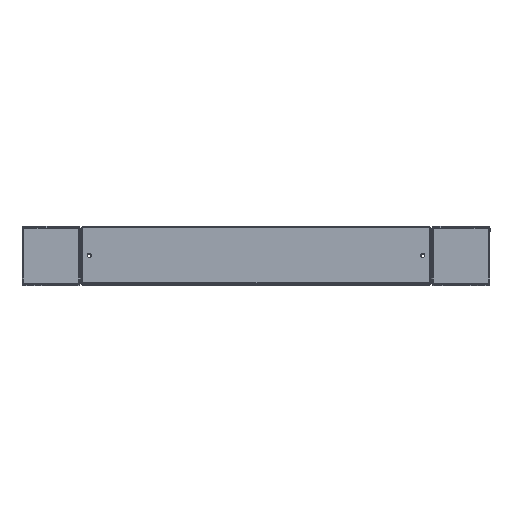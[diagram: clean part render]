
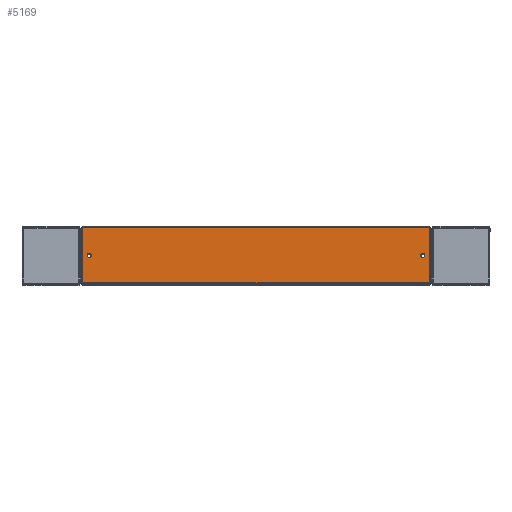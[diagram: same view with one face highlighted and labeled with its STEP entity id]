
A CAD part, top view. The second image highlights one B-rep face of the part: STEP entity #5169.
In plain terms, the highlighted planar face has unit normal (0, 0, 1).
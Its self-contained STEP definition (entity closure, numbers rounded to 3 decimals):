
#103 = DIRECTION ( 'NONE',  ( 0., 0., -1. ) ) ;
#197 = DIRECTION ( 'NONE',  ( -1., 0., 0. ) ) ;
#206 = CARTESIAN_POINT ( 'NONE',  ( 0., 0., 0. ) ) ;
#373 = DIRECTION ( 'NONE',  ( 0., 0., -1. ) ) ;
#396 = EDGE_CURVE ( 'NONE', #915, #5980, #3898, .T. ) ;
#481 = ORIENTED_EDGE ( 'NONE', *, *, #2058, .T. ) ;
#628 = FACE_OUTER_BOUND ( 'NONE', #4677, .T. ) ;
#662 = CARTESIAN_POINT ( 'NONE',  ( 17., 49.5, 0. ) ) ;
#681 = VERTEX_POINT ( 'NONE', #6153 ) ;
#915 = VERTEX_POINT ( 'NONE', #970 ) ;
#936 = CARTESIAN_POINT ( 'NONE',  ( 584., 49.5, 0. ) ) ;
#970 = CARTESIAN_POINT ( 'NONE',  ( 587.5, 49.5, 0. ) ) ;
#1165 = CARTESIAN_POINT ( 'NONE',  ( 13.5, 49.5, 0. ) ) ;
#1171 = AXIS2_PLACEMENT_3D ( 'NONE', #1352, #5320, #4841 ) ;
#1175 = DIRECTION ( 'NONE',  ( -1., 0., 0. ) ) ;
#1295 = ORIENTED_EDGE ( 'NONE', *, *, #2185, .T. ) ;
#1352 = CARTESIAN_POINT ( 'NONE',  ( 13.5, 49.5, 0. ) ) ;
#1380 = VECTOR ( 'NONE', #2494, 1000. ) ;
#1499 = EDGE_CURVE ( 'NONE', #5463, #1973, #4995, .T. ) ;
#1522 = CARTESIAN_POINT ( 'NONE',  ( 1.401, 2.4, 0. ) ) ;
#1627 = ORIENTED_EDGE ( 'NONE', *, *, #3097, .T. ) ;
#1631 = CARTESIAN_POINT ( 'NONE',  ( 2.4, 97.599, 0. ) ) ;
#1827 = AXIS2_PLACEMENT_3D ( 'NONE', #936, #373, #3435 ) ;
#1916 = CARTESIAN_POINT ( 'NONE',  ( 2.4, 96.6, 0. ) ) ;
#1954 = CARTESIAN_POINT ( 'NONE',  ( 595.1, 1.401, 0. ) ) ;
#1973 = VERTEX_POINT ( 'NONE', #1916 ) ;
#2058 = EDGE_CURVE ( 'NONE', #2078, #5463, #5361, .T. ) ;
#2078 = VERTEX_POINT ( 'NONE', #4088 ) ;
#2081 = LINE ( 'NONE', #1631, #5790 ) ;
#2185 = EDGE_CURVE ( 'NONE', #5178, #5676, #4387, .T. ) ;
#2202 = CARTESIAN_POINT ( 'NONE',  ( 10., 49.5, 0. ) ) ;
#2439 = CARTESIAN_POINT ( 'NONE',  ( 596.099, 96.6, 0. ) ) ;
#2494 = DIRECTION ( 'NONE',  ( 1., 0., 0. ) ) ;
#2609 = DIRECTION ( 'NONE',  ( 0., 0., -1. ) ) ;
#2889 = DIRECTION ( 'NONE',  ( 0., 1., 0. ) ) ;
#2943 = DIRECTION ( 'NONE',  ( 0., 0., -1. ) ) ;
#3097 = EDGE_CURVE ( 'NONE', #5676, #5178, #3751, .T. ) ;
#3235 = AXIS2_PLACEMENT_3D ( 'NONE', #1165, #103, #197 ) ;
#3238 = EDGE_CURVE ( 'NONE', #681, #2078, #3553, .T. ) ;
#3302 = EDGE_LOOP ( 'NONE', ( #4759, #5628 ) ) ;
#3435 = DIRECTION ( 'NONE',  ( -1., 0., 0. ) ) ;
#3544 = FACE_BOUND ( 'NONE', #4735, .T. ) ;
#3553 = LINE ( 'NONE', #1522, #1380 ) ;
#3588 = AXIS2_PLACEMENT_3D ( 'NONE', #206, #2609, #1175 ) ;
#3751 = CIRCLE ( 'NONE', #1171, 3.5 ) ;
#3834 = DIRECTION ( 'NONE',  ( -1., 0., 0. ) ) ;
#3898 = CIRCLE ( 'NONE', #1827, 3.5 ) ;
#4088 = CARTESIAN_POINT ( 'NONE',  ( 595.1, 2.4, 0. ) ) ;
#4155 = DIRECTION ( 'NONE',  ( 0., -1., 0. ) ) ;
#4260 = VECTOR ( 'NONE', #5406, 1000. ) ;
#4272 = CIRCLE ( 'NONE', #4384, 3.5 ) ;
#4384 = AXIS2_PLACEMENT_3D ( 'NONE', #5930, #2943, #3834 ) ;
#4387 = CIRCLE ( 'NONE', #3235, 3.5 ) ;
#4437 = EDGE_CURVE ( 'NONE', #5980, #915, #4272, .T. ) ;
#4591 = ORIENTED_EDGE ( 'NONE', *, *, #1499, .T. ) ;
#4623 = ORIENTED_EDGE ( 'NONE', *, *, #3238, .T. ) ;
#4674 = CARTESIAN_POINT ( 'NONE',  ( 580.5, 49.5, 0. ) ) ;
#4677 = EDGE_LOOP ( 'NONE', ( #4623, #481, #4591, #5269 ) ) ;
#4735 = EDGE_LOOP ( 'NONE', ( #1627, #1295 ) ) ;
#4759 = ORIENTED_EDGE ( 'NONE', *, *, #4437, .T. ) ;
#4841 = DIRECTION ( 'NONE',  ( -1., 0., 0. ) ) ;
#4953 = CARTESIAN_POINT ( 'NONE',  ( 595.1, 96.6, 0. ) ) ;
#4995 = LINE ( 'NONE', #2439, #4260 ) ;
#5021 = VECTOR ( 'NONE', #2889, 1000. ) ;
#5169 = ADVANCED_FACE ( 'NONE', ( #3544, #5638, #628 ), #5543, .F. ) ;
#5178 = VERTEX_POINT ( 'NONE', #662 ) ;
#5269 = ORIENTED_EDGE ( 'NONE', *, *, #5621, .T. ) ;
#5320 = DIRECTION ( 'NONE',  ( 0., 0., -1. ) ) ;
#5361 = LINE ( 'NONE', #1954, #5021 ) ;
#5406 = DIRECTION ( 'NONE',  ( -1., 0., 0. ) ) ;
#5463 = VERTEX_POINT ( 'NONE', #4953 ) ;
#5543 = PLANE ( 'NONE',  #3588 ) ;
#5621 = EDGE_CURVE ( 'NONE', #1973, #681, #2081, .T. ) ;
#5628 = ORIENTED_EDGE ( 'NONE', *, *, #396, .T. ) ;
#5638 = FACE_BOUND ( 'NONE', #3302, .T. ) ;
#5676 = VERTEX_POINT ( 'NONE', #2202 ) ;
#5790 = VECTOR ( 'NONE', #4155, 1000. ) ;
#5930 = CARTESIAN_POINT ( 'NONE',  ( 584., 49.5, 0. ) ) ;
#5980 = VERTEX_POINT ( 'NONE', #4674 ) ;
#6153 = CARTESIAN_POINT ( 'NONE',  ( 2.4, 2.4, 0. ) ) ;
